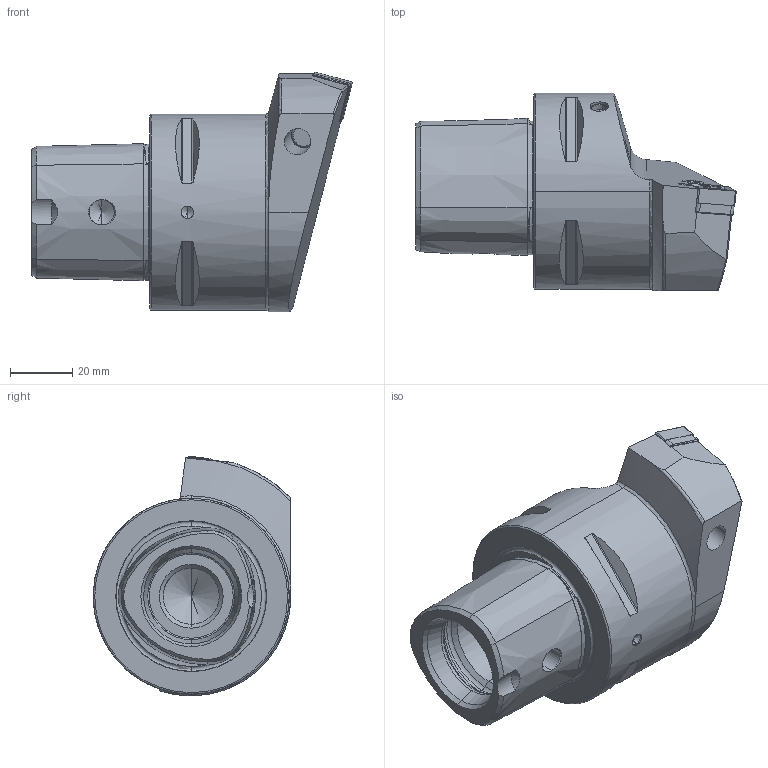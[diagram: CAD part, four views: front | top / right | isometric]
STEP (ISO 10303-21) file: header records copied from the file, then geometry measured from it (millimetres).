
FILE_DESCRIPTION (( 'STEP AP203' ), '1' );
FILE_NAME ('PS6.PSD.LBA.065.STEP', '2018-02-12T13:46:26', ( 'SWIAdmin' ), ( 'Hewlett-Packard Company' ), 'SwSTEP 2.0', 'SolidWorks 2017', '' );
FILE_SCHEMA (( 'CONFIG_CONTROL_DESIGN' ));
Length unit declared in the file: millimetre
Products named in the file (8): WSD-ER2.101.003_A; WCD-ER1.101.000; WCD-ER3.101.000_A; WCD-ER4.101.017_A; SNMG120404; KVT_MB_600_060; PS6.PSD.LBA.065; PS6-PSD.LBA.065_A_Fertigbearbeitung
Assembly tree (7 placements, depth 2):
  PS6.PSD.LBA.065
    PS6-PSD.LBA.065_A_Fertigbearbeitung
    WSD-ER2.101.003_A
    WCD-ER1.101.000
    WCD-ER3.101.000_A
    WCD-ER4.101.017_A
    SNMG120404
    KVT_MB_600_060
Bounding box: 103 x 63.5 x 77 mm (x, y, z)
Volume: 169841.3 mm3; surface area: 31276.5 mm2
Topology: 8 solids, 8 shells, 340 faces, 827 edges, 495 vertices
Faces by surface type: cone 112, plane 89, cylinder 83, torus 41, bspline 13, sphere 2
Entity records: 11653 total; most frequent: CARTESIAN_POINT 3160, ORIENTED_EDGE 1616, DIRECTION 1600, EDGE_CURVE 808, AXIS2_PLACEMENT_3D 632, VERTEX_POINT 492, EDGE_LOOP 362, ADVANCED_FACE 340
